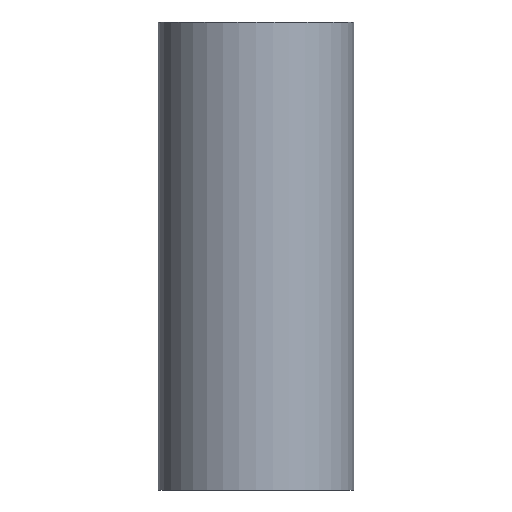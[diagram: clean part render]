
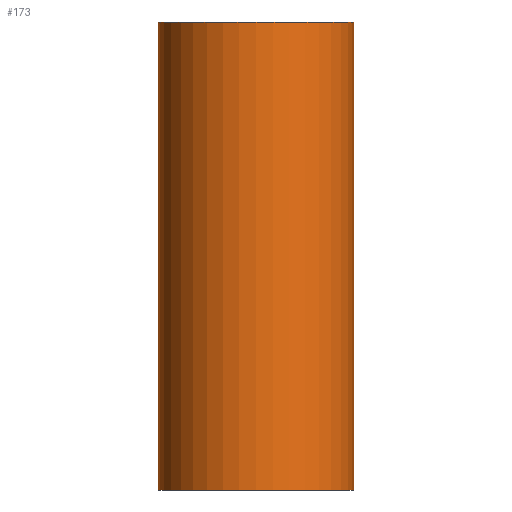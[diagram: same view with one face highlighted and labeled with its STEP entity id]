
A CAD part, front view. The second image highlights one B-rep face of the part: STEP entity #173.
In plain terms, the highlighted cylindrical face has radius 3.975 mm (diameter 7.95 mm), a partial arc.
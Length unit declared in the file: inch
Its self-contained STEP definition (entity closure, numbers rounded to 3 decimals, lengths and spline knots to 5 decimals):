
#3 = VERTEX_POINT ( 'NONE', #17 ) ;
#17 = CARTESIAN_POINT ( 'NONE',  ( 0.1565, 0., -0.375 ) ) ;
#39 = CARTESIAN_POINT ( 'NONE',  ( 0., 0., -0.375 ) ) ;
#41 = DIRECTION ( 'NONE',  ( 0., 0., 1. ) ) ;
#47 = CARTESIAN_POINT ( 'NONE',  ( 0.1565, 0., 0.375 ) ) ;
#50 = AXIS2_PLACEMENT_3D ( 'NONE', #99, #62, #100 ) ;
#60 = CARTESIAN_POINT ( 'NONE',  ( 0.1565, 0., 0.375 ) ) ;
#62 = DIRECTION ( 'NONE',  ( 0., 0., -1. ) ) ;
#63 = CYLINDRICAL_SURFACE ( 'NONE', #50, 0.1565 ) ;
#69 = EDGE_CURVE ( 'NONE', #233, #204, #180, .T. ) ;
#76 = DIRECTION ( 'NONE',  ( 1., 0., 0. ) ) ;
#81 = EDGE_CURVE ( 'NONE', #204, #3, #124, .T. ) ;
#86 = CARTESIAN_POINT ( 'NONE',  ( -0.1565, 0., 0.375 ) ) ;
#99 = CARTESIAN_POINT ( 'NONE',  ( 0., 0., 0.375 ) ) ;
#100 = DIRECTION ( 'NONE',  ( -1., 0., 0. ) ) ;
#105 = AXIS2_PLACEMENT_3D ( 'NONE', #235, #213, #248 ) ;
#109 = ORIENTED_EDGE ( 'NONE', *, *, #152, .T. ) ;
#111 = EDGE_CURVE ( 'NONE', #211, #3, #237, .T. ) ;
#116 = AXIS2_PLACEMENT_3D ( 'NONE', #39, #41, #76 ) ;
#118 = CARTESIAN_POINT ( 'NONE',  ( -0.1565, 0., -0.375 ) ) ;
#124 = LINE ( 'NONE', #60, #159 ) ;
#129 = FACE_OUTER_BOUND ( 'NONE', #134, .T. ) ;
#134 = EDGE_LOOP ( 'NONE', ( #166, #245, #109, #143 ) ) ;
#143 = ORIENTED_EDGE ( 'NONE', *, *, #111, .T. ) ;
#150 = VECTOR ( 'NONE', #184, 39.37008 ) ;
#152 = EDGE_CURVE ( 'NONE', #233, #211, #163, .T. ) ;
#159 = VECTOR ( 'NONE', #215, 39.37008 ) ;
#163 = LINE ( 'NONE', #218, #150 ) ;
#166 = ORIENTED_EDGE ( 'NONE', *, *, #81, .F. ) ;
#173 = ADVANCED_FACE ( 'NONE', ( #129 ), #63, .T. ) ;
#180 = CIRCLE ( 'NONE', #105, 0.1565 ) ;
#184 = DIRECTION ( 'NONE',  ( 0., 0., -1. ) ) ;
#204 = VERTEX_POINT ( 'NONE', #47 ) ;
#211 = VERTEX_POINT ( 'NONE', #118 ) ;
#213 = DIRECTION ( 'NONE',  ( 0., 0., 1. ) ) ;
#215 = DIRECTION ( 'NONE',  ( 0., 0., -1. ) ) ;
#218 = CARTESIAN_POINT ( 'NONE',  ( -0.1565, 0., 0.375 ) ) ;
#233 = VERTEX_POINT ( 'NONE', #86 ) ;
#235 = CARTESIAN_POINT ( 'NONE',  ( 0., 0., 0.375 ) ) ;
#237 = CIRCLE ( 'NONE', #116, 0.1565 ) ;
#245 = ORIENTED_EDGE ( 'NONE', *, *, #69, .F. ) ;
#248 = DIRECTION ( 'NONE',  ( 1., 0., 0. ) ) ;
